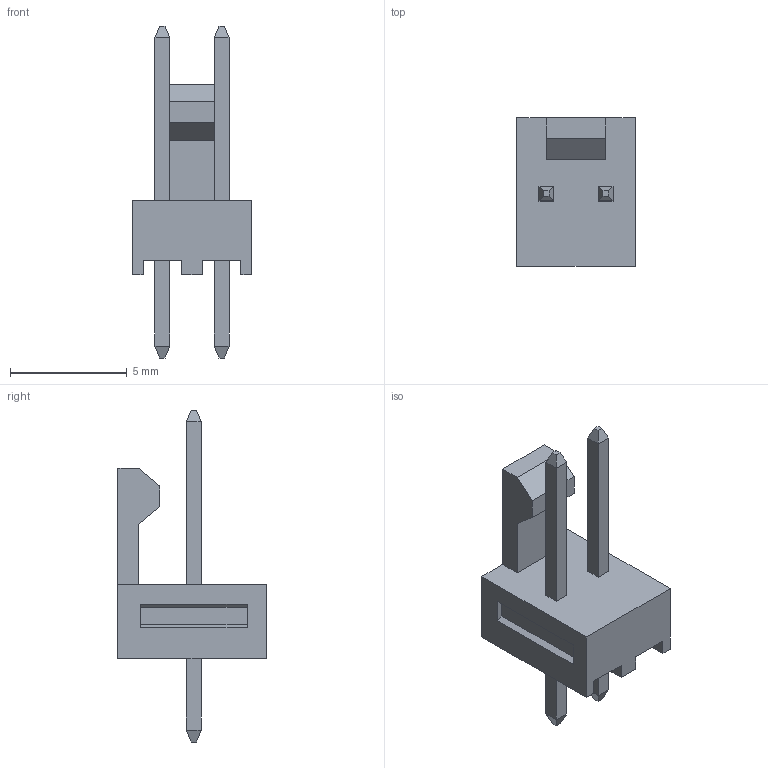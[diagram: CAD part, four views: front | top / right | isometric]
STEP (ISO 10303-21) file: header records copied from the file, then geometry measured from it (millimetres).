
FILE_DESCRIPTION((''),'2;1');
FILE_NAME('MOLEX_0022112022','2010-10-04T',('Simon'),(''),'PRO/ENGINEER BY PARAMETRIC TECHNOLOGY CORPORATION, 2008400','PRO/ENGINEER BY PARAMETRIC TECHNOLOGY CORPORATION, 2008400','');
FILE_SCHEMA(('AUTOMOTIVE_DESIGN_CC2 { 1 2 10303 214 -1 1 5 2 }'));
Length unit declared in the file: inch
Products named in the file (1): MOLEX_0022112022
Bounding box: 5.08 x 6.35 x 14.22 mm (x, y, z)
Volume: 111.1 mm3; surface area: 248.8 mm2
Topology: 1 solids, 1 shells, 67 faces, 165 edges, 106 vertices
Faces by surface type: plane 67
Entity records: 2952 total; most frequent: CARTESIAN_POINT 337, ORIENTED_EDGE 322, DIRECTION 309, PRESENTATION_STYLE_ASSIGNMENT 209, STYLED_ITEM 173, CURVE_STYLE 170, VECTOR 161, LINE 161
